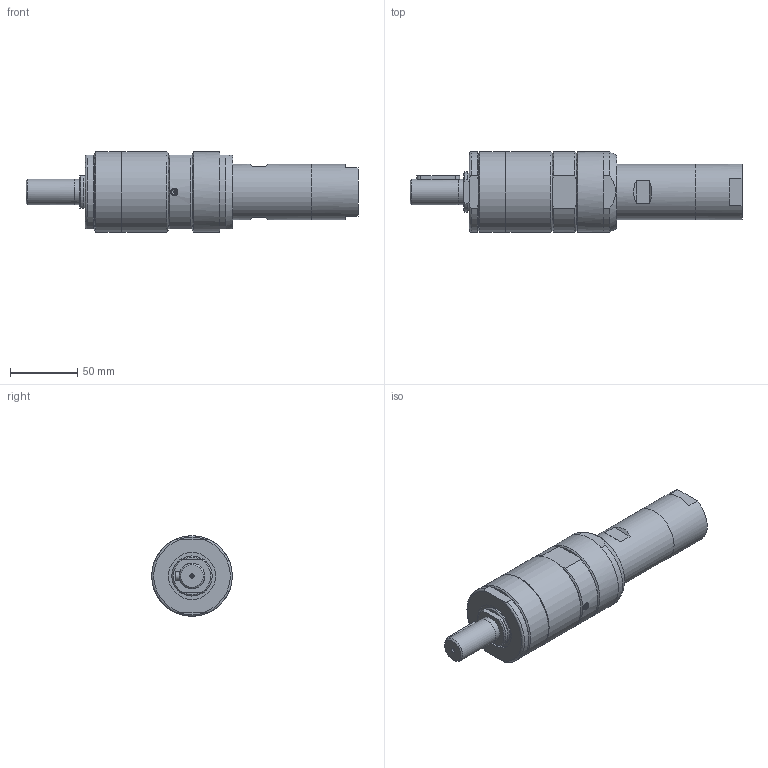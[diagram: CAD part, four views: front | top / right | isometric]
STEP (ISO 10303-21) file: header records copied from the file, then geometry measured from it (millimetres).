
FILE_DESCRIPTION((''),'2;1');
FILE_NAME('MRD 38-70_60008805.stp','2011-05-26T07:52:24',('rmorof'),(''),'Autodesk Inventor 2008','Autodesk Inventor 2008','');
FILE_SCHEMA(('CONFIG_CONTROL_DESIGN'));
Length unit declared in the file: millimetre
Products named in the file (1): MRD 38-70_60008805
Bounding box: 247.5 x 60 x 60 mm (x, y, z)
Volume: 442057.1 mm3; surface area: 43771.1 mm2
Topology: 1 solids, 3 shells, 107 faces, 243 edges, 155 vertices
Faces by surface type: plane 44, cylinder 28, cone 18, bspline 12, torus 3, sphere 2
Full cylindrical faces by diameter (mm): 1.55 x2, 3.6 x1, 4 x1, 5 x1, 5.5 x1, 18.8 x1, 19 x1, 29.95 x1, 35 x1, 41.5 x2, 42 x1, 58.28 x1, 60 x3
Entity records: 3156 total; most frequent: CARTESIAN_POINT 892, DIRECTION 438, ORIENTED_EDGE 366, AXIS2_PLACEMENT_3D 191, EDGE_CURVE 183, EDGE_LOOP 158, VERTEX_POINT 131, FACE_OUTER_BOUND 107
